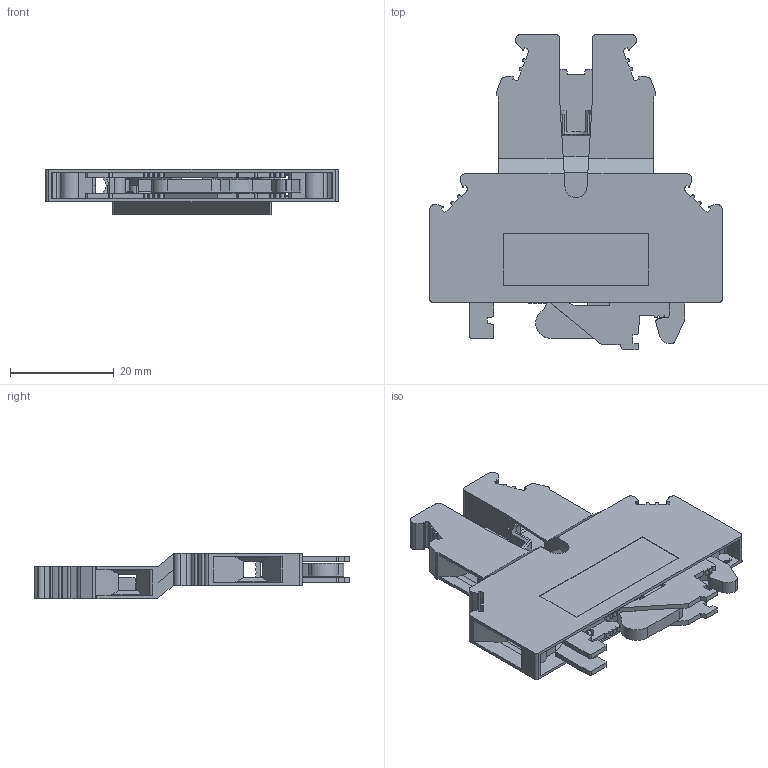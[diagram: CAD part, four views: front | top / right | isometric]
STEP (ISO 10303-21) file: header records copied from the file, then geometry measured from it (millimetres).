
FILE_DESCRIPTION(('STEP AP203'), '1');
FILE_NAME('MTU-D4PE_3D', '2024-10-01T08:53:19', ('砐錪賧瘔蠈錪 Windows'), (''), 'C3D Converter', 'C3D Toolkit', '');
FILE_SCHEMA(('CONFIG_CONTROL_DESIGN'));
Length unit declared in the file: millimetre
Products named in the file (3): 320393; KB4CT
Assembly tree (2 placements, depth 2):
  (unnamed)
    320393
    KB4CT
Bounding box: 56.4 x 60.98 x 8.7 mm (x, y, z)
Volume: 5494.3 mm3; surface area: 13239.7 mm2
Topology: 3 solids, 41 shells, 1620 faces, 4281 edges, 2831 vertices
Faces by surface type: plane 1098, cylinder 231, extrusion 206, cone 77, torus 8
Full cylindrical faces by diameter (mm): 1.2 x8, 1.3 x4, 1.38 x8, 1.5 x12, 2 x6, 2.1 x16, 2.5 x12, 3.5 x4, 3.8 x4, 5 x4
Entity records: 81057 total; most frequent: CARTESIAN_POINT 28640, ORIENTED_EDGE 8238, DIRECTION 7320, EDGE_CURVE 4119, VECTOR 3238, LINE 3032, VERTEX_POINT 2831, AXIS2_PLACEMENT_3D 2041
